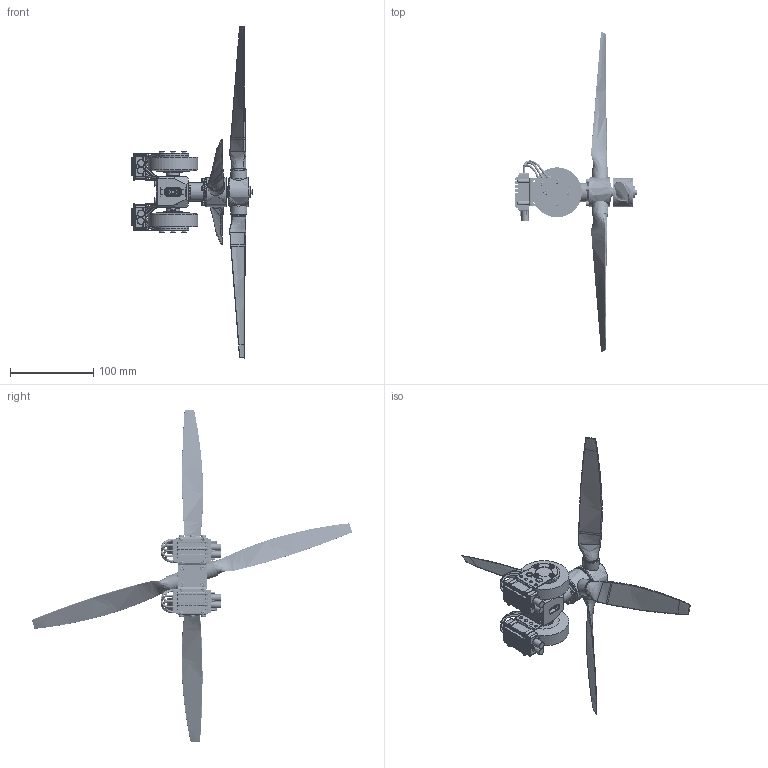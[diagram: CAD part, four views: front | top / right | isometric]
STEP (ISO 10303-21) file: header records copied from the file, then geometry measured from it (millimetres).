
FILE_DESCRIPTION(('FreeCAD Model'),'2;1');
FILE_NAME('Open CASCADE Shape Model','2025-04-26T16:43:38',('FreeCAD'),( 'FreeCAD'),'Open CASCADE STEP processor 7.6','FreeCAD','Unknown');
FILE_SCHEMA(('AUTOMOTIVE_DESIGN { 1 0 10303 214 1 1 1 1 }'));
Products named in the file (1): Open CASCADE STEP translator 7.6 1
Bounding box: 146.64 x 385 x 399.57 mm (x, y, z)
Volume: 268521 mm3; surface area: 181664.5 mm2
Topology: 137 solids, 137 shells, 4863 faces, 11306 edges, 7008 vertices
Faces by surface type: bspline 4863
Entity records: 229406 total; most frequent: CARTESIAN_POINT 163132, ORIENTED_EDGE 22506, EDGE_CURVE 11253, VERTEX_POINT 7021, B_SPLINE_CURVE_WITH_KNOTS 7007, FACE_BOUND 5554, EDGE_LOOP 5533, ADVANCED_FACE 4832
